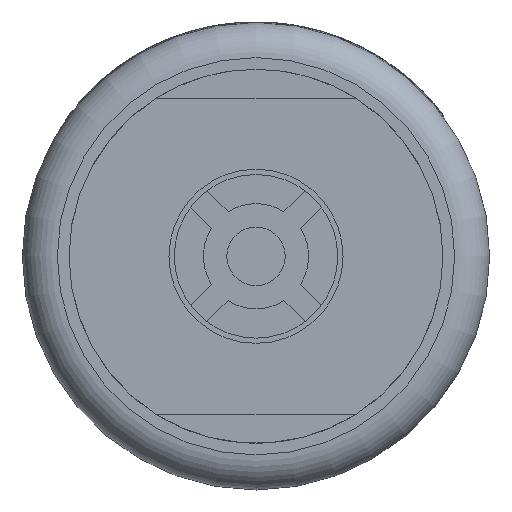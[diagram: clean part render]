
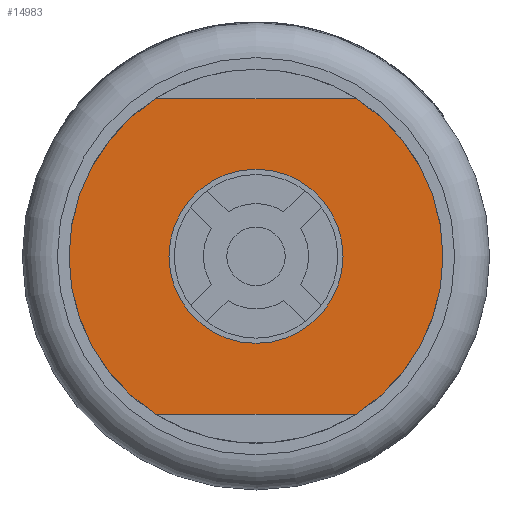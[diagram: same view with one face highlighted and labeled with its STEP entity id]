
A CAD part, front view. The second image highlights one B-rep face of the part: STEP entity #14983.
In plain terms, the highlighted planar face has unit normal (0, -1, 0).
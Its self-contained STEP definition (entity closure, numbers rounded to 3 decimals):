
#14983=ADVANCED_FACE('',(#26388,#26390),#26392,.T.);
#26388=FACE_BOUND('',#26389,.T.);
#26389=EDGE_LOOP('',(#39754,#39755,#39756,#39757));
#26390=FACE_BOUND('',#26391,.T.);
#26391=EDGE_LOOP('',(#39758));
#26392=PLANE('',#26393);
#26393=AXIS2_PLACEMENT_3D('',#26394,#26395,#26396);
#26394=CARTESIAN_POINT('',(0.,0.,0.));
#26395=DIRECTION('',(0.,-1.,0.));
#26396=DIRECTION('',(0.,0.,1.));
#39754=ORIENTED_EDGE('',*,*,#44626,.T.);
#39755=ORIENTED_EDGE('',*,*,#44616,.F.);
#39756=ORIENTED_EDGE('',*,*,#44627,.T.);
#39757=ORIENTED_EDGE('',*,*,#44620,.F.);
#39758=ORIENTED_EDGE('',*,*,#44628,.T.);
#44616=EDGE_CURVE('',#52460,#52462,#52463,.T.);
#44620=EDGE_CURVE('',#52468,#52470,#52471,.T.);
#44626=EDGE_CURVE('',#52468,#52462,#52480,.F.);
#44627=EDGE_CURVE('',#52460,#52470,#52481,.F.);
#44628=EDGE_CURVE('',#52482,#52482,#52483,.T.);
#52460=VERTEX_POINT('',#80467);
#52462=VERTEX_POINT('',#80471);
#52463=CIRCLE('',#80472,16.);
#52468=VERTEX_POINT('',#80485);
#52470=VERTEX_POINT('',#80489);
#52471=CIRCLE('',#80490,16.);
#52480=LINE('',#80515,#80516);
#52481=LINE('',#80518,#80519);
#52482=VERTEX_POINT('',#80521);
#52483=CIRCLE('',#80522,7.45);
#80467=CARTESIAN_POINT('',(8.588,0.,13.5));
#80471=CARTESIAN_POINT('',(8.588,0.,-13.5));
#80472=AXIS2_PLACEMENT_3D('',#80473,#80474,#80475);
#80473=CARTESIAN_POINT('',(0.,0.,0.));
#80474=DIRECTION('',(0.,1.,0.));
#80475=DIRECTION('',(0.537,0.,0.844));
#80485=CARTESIAN_POINT('',(-8.588,0.,-13.5));
#80489=CARTESIAN_POINT('',(-8.588,0.,13.5));
#80490=AXIS2_PLACEMENT_3D('',#80491,#80492,#80493);
#80491=CARTESIAN_POINT('',(0.,0.,0.));
#80492=DIRECTION('',(0.,1.,0.));
#80493=DIRECTION('',(-0.537,0.,-0.844));
#80515=CARTESIAN_POINT('',(8.588,0.,-13.5));
#80516=VECTOR('',#80517,1.);
#80517=DIRECTION('',(-1.,0.,0.));
#80518=CARTESIAN_POINT('',(-8.588,0.,13.5));
#80519=VECTOR('',#80520,1.);
#80520=DIRECTION('',(1.,0.,0.));
#80521=CARTESIAN_POINT('',(0.,0.,7.45));
#80522=AXIS2_PLACEMENT_3D('',#80523,#80524,#80525);
#80523=CARTESIAN_POINT('',(0.,0.,0.));
#80524=DIRECTION('',(0.,1.,0.));
#80525=DIRECTION('',(0.,0.,1.));
